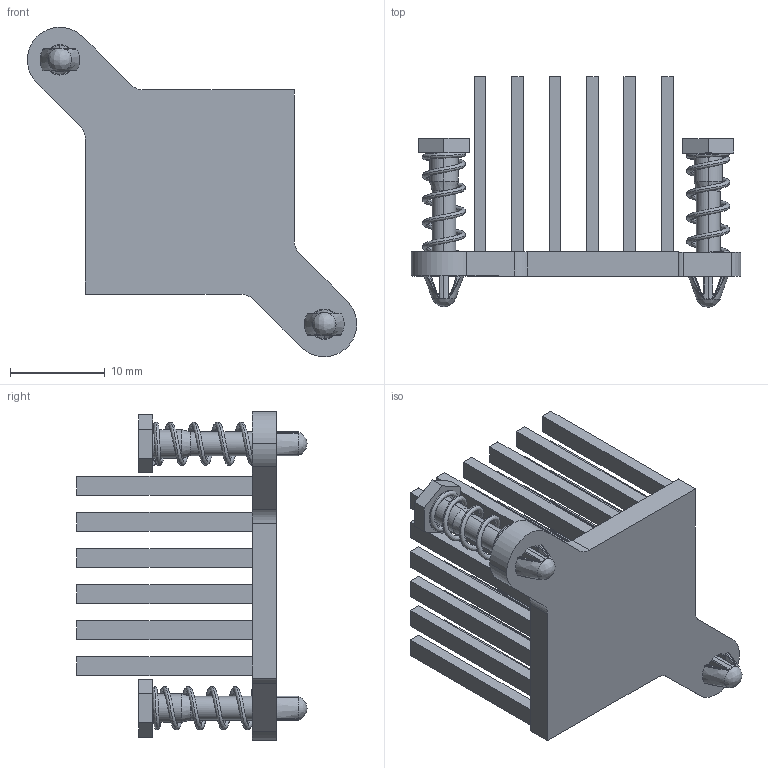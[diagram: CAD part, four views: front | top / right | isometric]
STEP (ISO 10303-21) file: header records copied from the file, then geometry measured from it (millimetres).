
FILE_DESCRIPTION (( 'STEP AP214' ), '1' );
FILE_NAME ('21x21.960-21-18-D-AB-0.STEP', '2018-09-29T21:24:08', ( '' ), ( '' ), 'SwSTEP 2.0', 'SolidWorks 2018', '' );
FILE_SCHEMA (( 'AUTOMOTIVE_DESIGN' ));
Length unit declared in the file: millimetre
Products named in the file (4): 21x21.960-21-18-D-AB-0; 21mm_base_21x21 diag ears; 103904; Spring_C0180-022-0440-M
Assembly tree (5 placements, depth 2):
  21x21.960-21-18-D-AB-0
    21mm_base_21x21 diag ears
    103904  x2
    Spring_C0180-022-0440-M  x2
Bounding box: 34.7 x 24.25 x 34.69 mm (x, y, z)
Volume: 3407.6 mm3; surface area: 6562 mm2
Topology: 5 solids, 5 shells, 375 faces, 917 edges, 590 vertices
Faces by surface type: plane 258, bspline 58, cylinder 51, cone 8
Entity records: 10581 total; most frequent: CARTESIAN_POINT 3875, ORIENTED_EDGE 1406, DIRECTION 1219, EDGE_CURVE 703, VECTOR 559, LINE 559, VERTEX_POINT 458, AXIS2_PLACEMENT_3D 330
